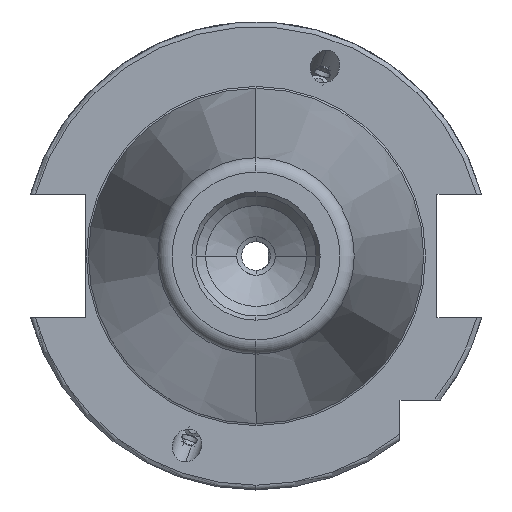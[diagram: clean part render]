
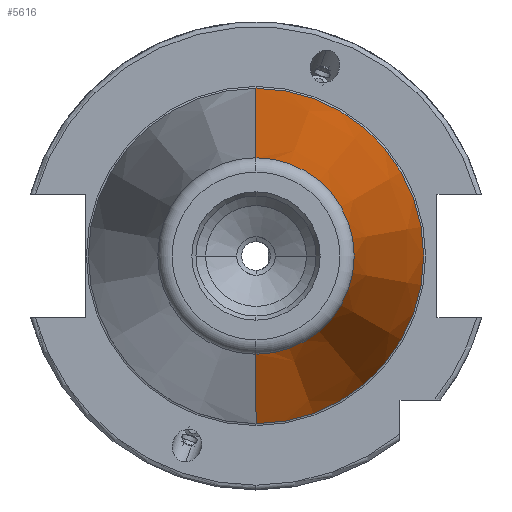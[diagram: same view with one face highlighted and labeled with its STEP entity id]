
A CAD part, left-side view. The second image highlights one B-rep face of the part: STEP entity #5616.
In plain terms, the highlighted conical face has half-angle 8.297 degrees and reference radius 34.925 mm.
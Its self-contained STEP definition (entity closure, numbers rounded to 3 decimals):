
#3293 = CIRCLE ( 'NONE', #3364, 34.925 ) ;
#3331 = DIRECTION ( 'NONE',  ( 0., 0., -1. ) ) ;
#3332 = DIRECTION ( 'NONE',  ( -1., 0., 0. ) ) ;
#3333 = CARTESIAN_POINT ( 'NONE',  ( -99.183, 0., 0. ) ) ;
#3334 = AXIS2_PLACEMENT_3D ( 'NONE', #3333, #3332, #3331 ) ;
#3335 = CIRCLE ( 'NONE', #3334, 20.461 ) ;
#3338 = CARTESIAN_POINT ( 'NONE',  ( -99.183, 0., 20.461 ) ) ;
#3339 = CARTESIAN_POINT ( 'NONE',  ( -99.183, 0., -20.461 ) ) ;
#3340 = CARTESIAN_POINT ( 'NONE',  ( 0., 0., -34.925 ) ) ;
#3361 = DIRECTION ( 'NONE',  ( 0., 0., -1. ) ) ;
#3362 = DIRECTION ( 'NONE',  ( -1., 0., 0. ) ) ;
#3363 = CARTESIAN_POINT ( 'NONE',  ( 0., 0., 0. ) ) ;
#3364 = AXIS2_PLACEMENT_3D ( 'NONE', #3363, #3362, #3361 ) ;
#3366 = LINE ( 'NONE', #3430, #3429 ) ;
#3371 = DIRECTION ( 'NONE',  ( 0.99, 0., -0.144 ) ) ;
#3372 = VECTOR ( 'NONE', #3371, 1000. ) ;
#3373 = CARTESIAN_POINT ( 'NONE',  ( 0., 0., -34.925 ) ) ;
#3374 = LINE ( 'NONE', #3373, #3372 ) ;
#3407 = DIRECTION ( 'NONE',  ( 0., 0., 1. ) ) ;
#3408 = DIRECTION ( 'NONE',  ( 1., 0., 0. ) ) ;
#3409 = CARTESIAN_POINT ( 'NONE',  ( 0., 0., 0. ) ) ;
#3410 = AXIS2_PLACEMENT_3D ( 'NONE', #3409, #3408, #3407 ) ;
#3412 = CONICAL_SURFACE ( 'NONE', #3410, 34.925, 0.145 ) ;
#3413 = FACE_OUTER_BOUND ( 'NONE', #5573, .T. ) ;
#3425 = CARTESIAN_POINT ( 'NONE',  ( 0., 0., 34.925 ) ) ;
#3428 = DIRECTION ( 'NONE',  ( 0.99, 0., 0.144 ) ) ;
#3429 = VECTOR ( 'NONE', #3428, 1000. ) ;
#3430 = CARTESIAN_POINT ( 'NONE',  ( 0., 0., 34.925 ) ) ;
#5554 = EDGE_CURVE ( 'NONE', #5568, #5608, #3293, .T. ) ;
#5568 = VERTEX_POINT ( 'NONE', #3340 ) ;
#5573 = EDGE_LOOP ( 'NONE', ( #5617, #5597, #5607, #5598 ) ) ;
#5574 = VERTEX_POINT ( 'NONE', #3339 ) ;
#5575 = VERTEX_POINT ( 'NONE', #3338 ) ;
#5576 = EDGE_CURVE ( 'NONE', #5574, #5575, #3335, .T. ) ;
#5596 = EDGE_CURVE ( 'NONE', #5574, #5568, #3374, .T. ) ;
#5597 = ORIENTED_EDGE ( 'NONE', *, *, #5596, .T. ) ;
#5598 = ORIENTED_EDGE ( 'NONE', *, *, #5605, .F. ) ;
#5605 = EDGE_CURVE ( 'NONE', #5575, #5608, #3366, .T. ) ;
#5607 = ORIENTED_EDGE ( 'NONE', *, *, #5554, .T. ) ;
#5608 = VERTEX_POINT ( 'NONE', #3425 ) ;
#5616 = ADVANCED_FACE ( 'NONE', ( #3413 ), #3412, .T. ) ;
#5617 = ORIENTED_EDGE ( 'NONE', *, *, #5576, .F. ) ;
